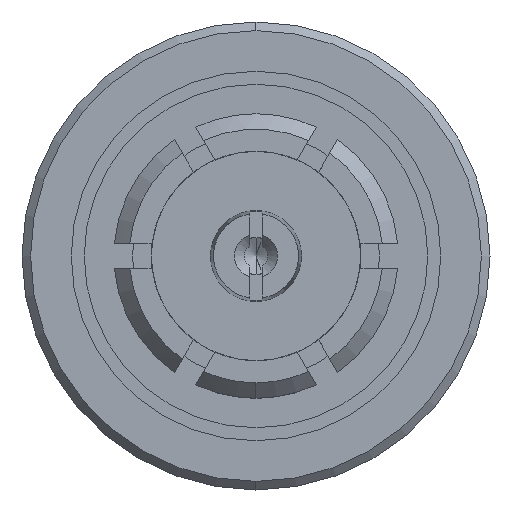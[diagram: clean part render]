
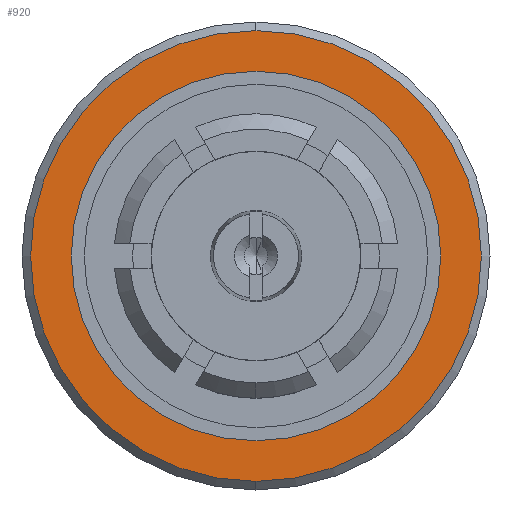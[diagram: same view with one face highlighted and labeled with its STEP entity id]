
A CAD part, left-side view. The second image highlights one B-rep face of the part: STEP entity #920.
In plain terms, the highlighted planar face has unit normal (-1, 0, 0).
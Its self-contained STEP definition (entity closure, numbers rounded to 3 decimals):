
#36 = DIRECTION ( 'NONE',  ( 0., 0., 1. ) ) ;
#209 = AXIS2_PLACEMENT_3D ( 'NONE', #2723, #3253, #36 ) ;
#331 = ORIENTED_EDGE ( 'NONE', *, *, #3088, .T. ) ;
#426 = FACE_BOUND ( 'NONE', #1296, .T. ) ;
#484 = DIRECTION ( 'NONE',  ( 0., 0., 1. ) ) ;
#638 = AXIS2_PLACEMENT_3D ( 'NONE', #1021, #686, #1788 ) ;
#686 = DIRECTION ( 'NONE',  ( -1., 0., 0. ) ) ;
#784 = DIRECTION ( 'NONE',  ( 0., 0., 1. ) ) ;
#833 = ORIENTED_EDGE ( 'NONE', *, *, #3282, .F. ) ;
#920 = ADVANCED_FACE ( 'NONE', ( #426, #1819 ), #2930, .F. ) ;
#921 = CIRCLE ( 'NONE', #638, 1.83 ) ;
#962 = DIRECTION ( 'NONE',  ( 1., 0., 0. ) ) ;
#1021 = CARTESIAN_POINT ( 'NONE',  ( 3.14, 0., 0. ) ) ;
#1041 = CARTESIAN_POINT ( 'NONE',  ( 3.14, 0., 1.5 ) ) ;
#1129 = CIRCLE ( 'NONE', #1809, 1.83 ) ;
#1185 = VERTEX_POINT ( 'NONE', #2871 ) ;
#1296 = EDGE_LOOP ( 'NONE', ( #2465, #833 ) ) ;
#1299 = CARTESIAN_POINT ( 'NONE',  ( 3.14, 0., 0. ) ) ;
#1612 = EDGE_CURVE ( 'NONE', #2868, #2017, #1879, .T. ) ;
#1619 = DIRECTION ( 'NONE',  ( -1., 0., 0. ) ) ;
#1652 = AXIS2_PLACEMENT_3D ( 'NONE', #1299, #1619, #484 ) ;
#1751 = CIRCLE ( 'NONE', #209, 1.5 ) ;
#1788 = DIRECTION ( 'NONE',  ( 0., 0., 1. ) ) ;
#1809 = AXIS2_PLACEMENT_3D ( 'NONE', #2654, #3488, #784 ) ;
#1819 = FACE_OUTER_BOUND ( 'NONE', #2400, .T. ) ;
#1879 = CIRCLE ( 'NONE', #1652, 1.5 ) ;
#2017 = VERTEX_POINT ( 'NONE', #3514 ) ;
#2323 = EDGE_CURVE ( 'NONE', #2679, #1185, #921, .T. ) ;
#2328 = CARTESIAN_POINT ( 'NONE',  ( 3.14, 0., 1.83 ) ) ;
#2400 = EDGE_LOOP ( 'NONE', ( #331, #2512 ) ) ;
#2465 = ORIENTED_EDGE ( 'NONE', *, *, #1612, .F. ) ;
#2512 = ORIENTED_EDGE ( 'NONE', *, *, #2323, .T. ) ;
#2650 = CARTESIAN_POINT ( 'NONE',  ( 3.14, 0., 0. ) ) ;
#2654 = CARTESIAN_POINT ( 'NONE',  ( 3.14, 0., 0. ) ) ;
#2679 = VERTEX_POINT ( 'NONE', #2328 ) ;
#2723 = CARTESIAN_POINT ( 'NONE',  ( 3.14, 0., 0. ) ) ;
#2868 = VERTEX_POINT ( 'NONE', #1041 ) ;
#2871 = CARTESIAN_POINT ( 'NONE',  ( 3.14, 0., -1.83 ) ) ;
#2930 = PLANE ( 'NONE',  #3366 ) ;
#3088 = EDGE_CURVE ( 'NONE', #1185, #2679, #1129, .T. ) ;
#3142 = DIRECTION ( 'NONE',  ( 0., 0., -1. ) ) ;
#3253 = DIRECTION ( 'NONE',  ( -1., 0., 0. ) ) ;
#3282 = EDGE_CURVE ( 'NONE', #2017, #2868, #1751, .T. ) ;
#3366 = AXIS2_PLACEMENT_3D ( 'NONE', #2650, #962, #3142 ) ;
#3488 = DIRECTION ( 'NONE',  ( -1., 0., 0. ) ) ;
#3514 = CARTESIAN_POINT ( 'NONE',  ( 3.14, 0., -1.5 ) ) ;
